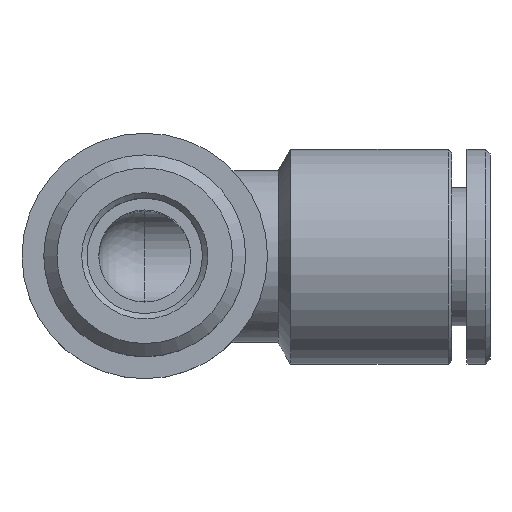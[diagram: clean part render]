
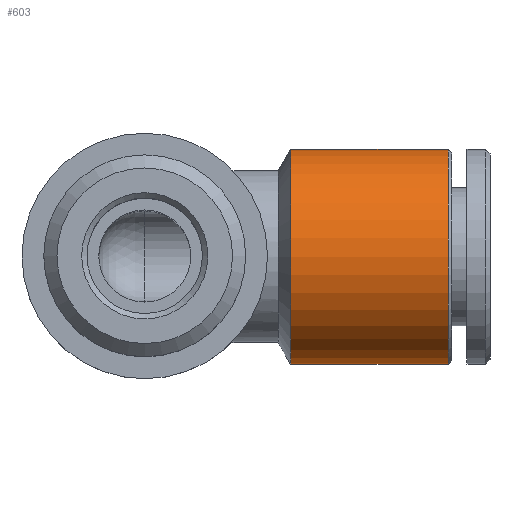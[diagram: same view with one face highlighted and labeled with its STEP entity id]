
A CAD part, top view. The second image highlights one B-rep face of the part: STEP entity #603.
In plain terms, the highlighted cylindrical face has radius 7 mm (diameter 14 mm), a full revolution.
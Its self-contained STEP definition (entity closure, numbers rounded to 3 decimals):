
#207=ORIENTED_EDGE('',*,*,#299,.F.);
#208=ORIENTED_EDGE('',*,*,#298,.T.);
#298=EDGE_CURVE('',#352,#352,#392,.T.);
#299=EDGE_CURVE('',#353,#353,#393,.T.);
#352=VERTEX_POINT('',#1116);
#353=VERTEX_POINT('',#1119);
#392=CIRCLE('',#692,7.);
#393=CIRCLE('',#694,7.);
#452=EDGE_LOOP('',(#207));
#453=EDGE_LOOP('',(#208));
#528=FACE_BOUND('',#452,.T.);
#529=FACE_BOUND('',#453,.T.);
#565=CYLINDRICAL_SURFACE('',#693,7.);
#603=ADVANCED_FACE('',(#528,#529),#565,.T.);
#692=AXIS2_PLACEMENT_3D('',#1115,#851,#852);
#693=AXIS2_PLACEMENT_3D('',#1117,#853,#854);
#694=AXIS2_PLACEMENT_3D('',#1118,#855,#856);
#851=DIRECTION('',(1.,0.,0.));
#852=DIRECTION('',(0.,0.,-1.));
#853=DIRECTION('',(1.,0.,0.));
#854=DIRECTION('',(0.,0.,-1.));
#855=DIRECTION('',(1.,0.,0.));
#856=DIRECTION('',(0.,0.,-1.));
#1115=CARTESIAN_POINT('',(9.5,0.,-31.));
#1116=CARTESIAN_POINT('',(9.5,0.,-38.));
#1117=CARTESIAN_POINT('',(22.5,0.,-31.));
#1118=CARTESIAN_POINT('',(19.788,0.,-31.));
#1119=CARTESIAN_POINT('',(19.788,0.,-38.));
